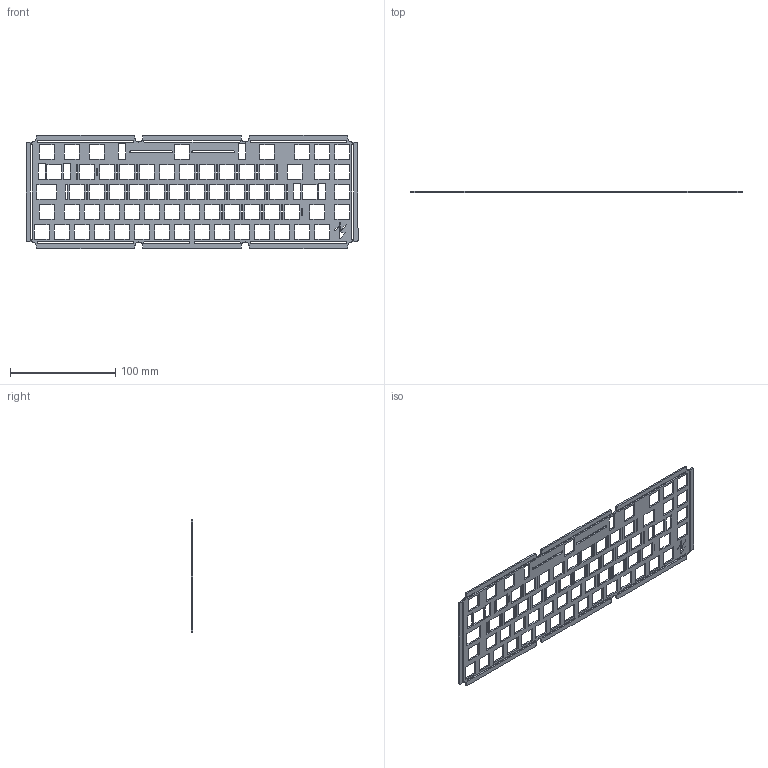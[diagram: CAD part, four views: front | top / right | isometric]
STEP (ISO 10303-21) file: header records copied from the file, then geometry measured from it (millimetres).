
FILE_DESCRIPTION (( 'STEP AP214' ), '1' );
FILE_NAME ('Plate Tsangan Forced Split BS.STEP', '2022-06-08T23:01:45', ( '' ), ( '' ), 'SwSTEP 2.0', 'SolidWorks 2018', '' );
FILE_SCHEMA (( 'AUTOMOTIVE_DESIGN' ));
Length unit declared in the file: millimetre
Products named in the file (1): Plate Tsangan Forced Split BS
Bounding box: 315.75 x 1.5 x 107.7 mm (x, y, z)
Volume: 26918.7 mm3; surface area: 46857.3 mm2
Topology: 1 solids, 1 shells, 523 faces, 1563 edges, 1042 vertices
Faces by surface type: plane 455, cylinder 68
Entity records: 17827 total; most frequent: CARTESIAN_POINT 3129, ORIENTED_EDGE 3126, DIRECTION 2747, EDGE_CURVE 1563, VECTOR 1427, LINE 1427, VERTEX_POINT 1042, EDGE_LOOP 743
